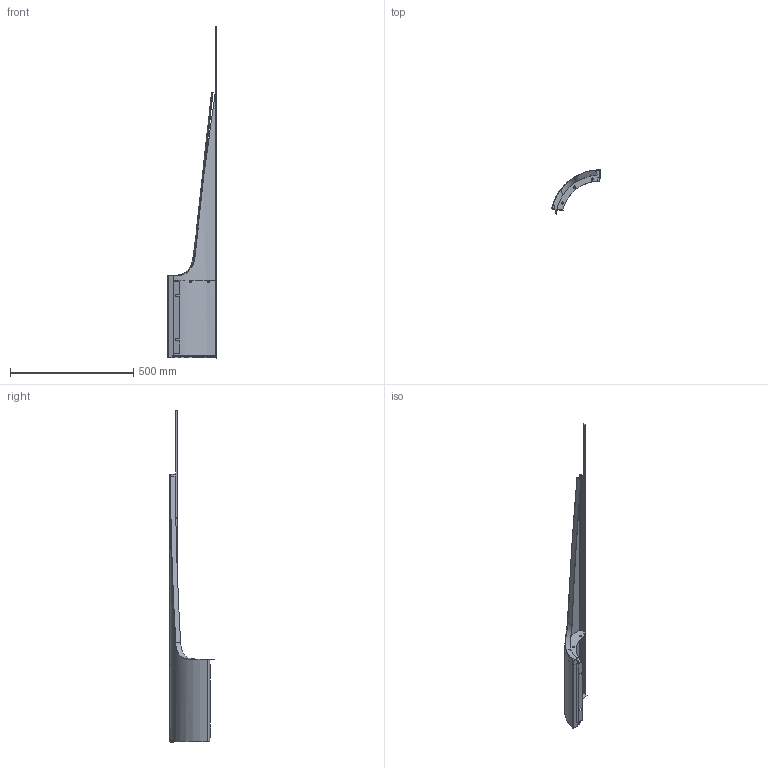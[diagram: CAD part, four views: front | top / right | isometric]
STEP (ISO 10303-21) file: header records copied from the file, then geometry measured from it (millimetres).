
FILE_DESCRIPTION(/* description */ (''),/* implementation_level */ '2;1');
FILE_NAME(/* name */ 'A401P-20-005-0.stp',/* time_stamp */ '2021-06-14T13:45:29+02:00',/* author */ ('joerg.krusat'),/* organization */ (''),/* preprocessor_version */ 'ST-DEVELOPER v18.1',/* originating_system */ 'Autodesk Inventor 2021',/* authorisation */ '');
FILE_SCHEMA (('AUTOMOTIVE_DESIGN { 1 0 10303 214 3 1 1 }'));
Length unit declared in the file: millimetre
Products named in the file (7): A401P-20-005-0; A401P-20-092-0; A401P-20-102-0; A401P-20-105-0; A401P-20-110-0; A401P-20-000_DIN 929 Schweissmutter-_Schweissmutter M6; Testbauteil
Assembly tree (8 placements, depth 2):
  A401P-20-005-0
    A401P-20-092-0
    A401P-20-102-0
    A401P-20-105-0
    A401P-20-110-0
    A401P-20-000_DIN 929 Schweissmutter-_Schweissmutter M6  x3
    Testbauteil
Bounding box: 196.54 x 180.74 x 1344.62 mm (x, y, z)
Volume: 442328.6 mm3; surface area: 456649.5 mm2
Topology: 8 solids, 8 shells, 151 faces, 378 edges, 246 vertices
Faces by surface type: plane 91, cylinder 40, cone 18, bspline 2
Full cylindrical faces by diameter (mm): 6 x3, 8 x9
Entity records: 5692 total; most frequent: CARTESIAN_POINT 2437, DIRECTION 624, ORIENTED_EDGE 612, EDGE_CURVE 306, AXIS2_PLACEMENT_3D 211, LINE 202, VECTOR 202, VERTEX_POINT 202
